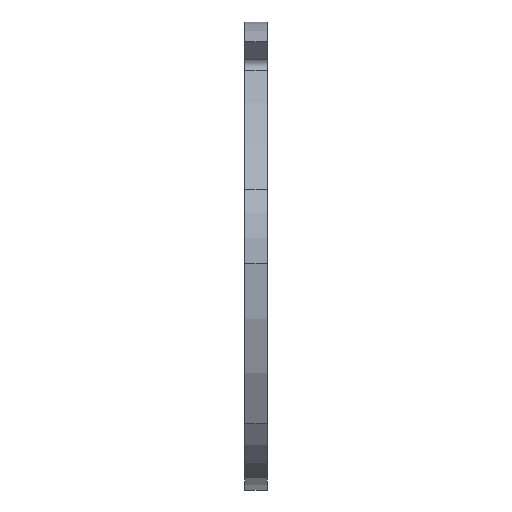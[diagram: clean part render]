
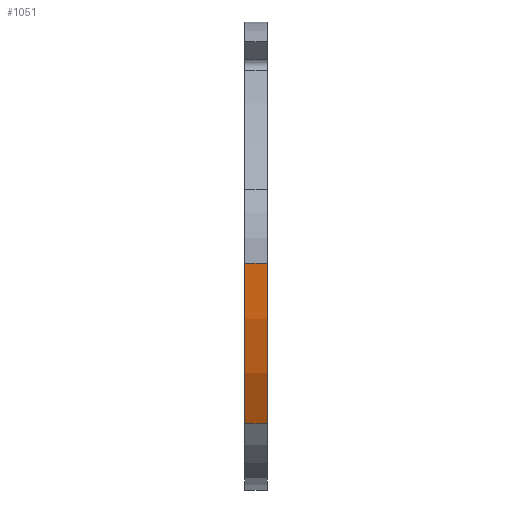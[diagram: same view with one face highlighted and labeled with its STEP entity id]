
A CAD part, front view. The second image highlights one B-rep face of the part: STEP entity #1051.
In plain terms, the highlighted cylindrical face has radius 90 mm (diameter 180 mm), a partial arc.
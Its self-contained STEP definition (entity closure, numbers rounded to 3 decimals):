
#222 = ORIENTED_EDGE ( 'NONE', *, *, #616, .T. ) ;
#252 = ORIENTED_EDGE ( 'NONE', *, *, #574, .F. ) ;
#277 = CARTESIAN_POINT ( 'NONE',  ( -3., -46.848, -45.288 ) ) ;
#339 = AXIS2_PLACEMENT_3D ( 'NONE', #1380, #1525, #1045 ) ;
#442 = CIRCLE ( 'NONE', #1141, 90. ) ;
#490 = DIRECTION ( 'NONE',  ( 1., 0., 0. ) ) ;
#509 = VECTOR ( 'NONE', #776, 1000. ) ;
#535 = CIRCLE ( 'NONE', #339, 90. ) ;
#567 = EDGE_LOOP ( 'NONE', ( #252, #998, #630, #222 ) ) ;
#574 = EDGE_CURVE ( 'NONE', #614, #635, #442, .T. ) ;
#614 = VERTEX_POINT ( 'NONE', #1784 ) ;
#616 = EDGE_CURVE ( 'NONE', #896, #635, #1115, .T. ) ;
#630 = ORIENTED_EDGE ( 'NONE', *, *, #1484, .T. ) ;
#635 = VERTEX_POINT ( 'NONE', #1796 ) ;
#764 = CARTESIAN_POINT ( 'NONE',  ( -3., -46.848, -45.288 ) ) ;
#776 = DIRECTION ( 'NONE',  ( -1., 0., 0. ) ) ;
#884 = LINE ( 'NONE', #1767, #509 ) ;
#896 = VERTEX_POINT ( 'NONE', #277 ) ;
#962 = CARTESIAN_POINT ( 'NONE',  ( -3., -58.983, -1.897 ) ) ;
#998 = ORIENTED_EDGE ( 'NONE', *, *, #1154, .T. ) ;
#1024 = DIRECTION ( 'NONE',  ( 0., 0.866, -0.5 ) ) ;
#1031 = CYLINDRICAL_SURFACE ( 'NONE', #1305, 90. ) ;
#1045 = DIRECTION ( 'NONE',  ( 0., 0.866, -0.5 ) ) ;
#1051 = ADVANCED_FACE ( 'NONE', ( #1224 ), #1031, .T. ) ;
#1115 = LINE ( 'NONE', #764, #1462 ) ;
#1141 = AXIS2_PLACEMENT_3D ( 'NONE', #1203, #1777, #1024 ) ;
#1154 = EDGE_CURVE ( 'NONE', #614, #1686, #884, .T. ) ;
#1176 = CARTESIAN_POINT ( 'NONE',  ( -3., 31., -0.125 ) ) ;
#1203 = CARTESIAN_POINT ( 'NONE',  ( 3., 31., -0.125 ) ) ;
#1224 = FACE_OUTER_BOUND ( 'NONE', #567, .T. ) ;
#1305 = AXIS2_PLACEMENT_3D ( 'NONE', #1176, #1316, #1591 ) ;
#1316 = DIRECTION ( 'NONE',  ( 1., 0., 0. ) ) ;
#1380 = CARTESIAN_POINT ( 'NONE',  ( -3., 31., -0.125 ) ) ;
#1462 = VECTOR ( 'NONE', #490, 1000. ) ;
#1484 = EDGE_CURVE ( 'NONE', #1686, #896, #535, .T. ) ;
#1525 = DIRECTION ( 'NONE',  ( 1., 0., 0. ) ) ;
#1591 = DIRECTION ( 'NONE',  ( 0., 0., -1. ) ) ;
#1686 = VERTEX_POINT ( 'NONE', #962 ) ;
#1767 = CARTESIAN_POINT ( 'NONE',  ( 0., -58.983, -1.897 ) ) ;
#1777 = DIRECTION ( 'NONE',  ( 1., 0., 0. ) ) ;
#1784 = CARTESIAN_POINT ( 'NONE',  ( 3., -58.983, -1.897 ) ) ;
#1796 = CARTESIAN_POINT ( 'NONE',  ( 3., -46.848, -45.288 ) ) ;
